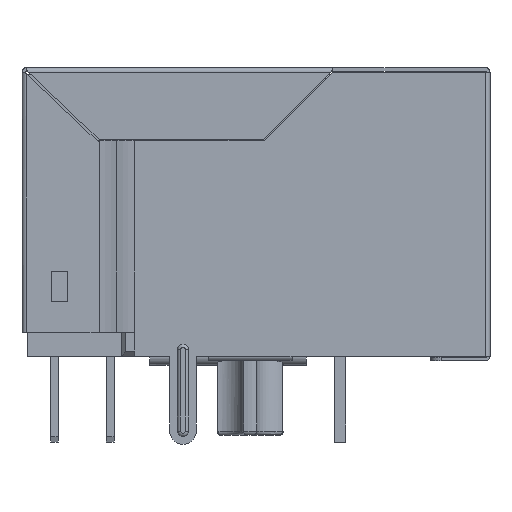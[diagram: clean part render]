
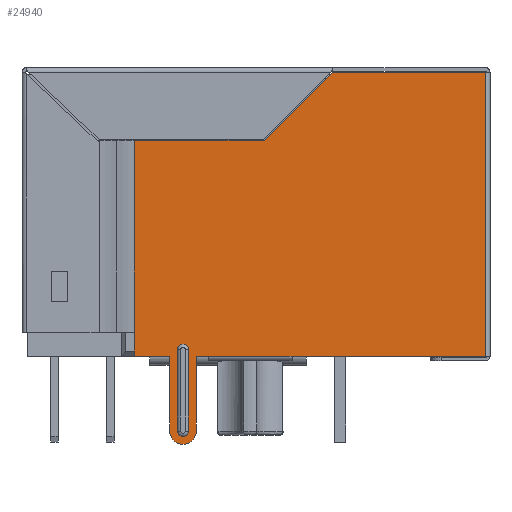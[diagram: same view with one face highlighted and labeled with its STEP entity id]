
A CAD part, left-side view. The second image highlights one B-rep face of the part: STEP entity #24940.
In plain terms, the highlighted face is planar.
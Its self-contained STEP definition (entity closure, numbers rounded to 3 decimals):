
#895=CIRCLE('',#30063,0.25);
#896=CIRCLE('',#30065,0.6);
#900=CIRCLE('',#30072,0.25);
#2909=ORIENTED_EDGE('',*,*,#9604,.F.);
#2910=ORIENTED_EDGE('',*,*,#9605,.T.);
#2911=ORIENTED_EDGE('',*,*,#9606,.T.);
#2912=ORIENTED_EDGE('',*,*,#9607,.T.);
#2913=ORIENTED_EDGE('',*,*,#9608,.T.);
#2914=ORIENTED_EDGE('',*,*,#9609,.T.);
#2915=ORIENTED_EDGE('',*,*,#9610,.T.);
#2916=ORIENTED_EDGE('',*,*,#9611,.T.);
#2917=ORIENTED_EDGE('',*,*,#9612,.T.);
#2918=ORIENTED_EDGE('',*,*,#9613,.T.);
#2919=ORIENTED_EDGE('',*,*,#9614,.T.);
#2920=ORIENTED_EDGE('',*,*,#9615,.F.);
#2921=ORIENTED_EDGE('',*,*,#9598,.F.);
#2922=ORIENTED_EDGE('',*,*,#9597,.F.);
#2923=ORIENTED_EDGE('',*,*,#9616,.F.);
#2924=ORIENTED_EDGE('',*,*,#9617,.F.);
#2925=ORIENTED_EDGE('',*,*,#9618,.F.);
#9597=EDGE_CURVE('',#13055,#13053,#895,.F.);
#9598=EDGE_CURVE('',#13056,#13057,#896,.T.);
#9604=EDGE_CURVE('',#13060,#13056,#15499,.T.);
#9605=EDGE_CURVE('',#13060,#13061,#15500,.T.);
#9606=EDGE_CURVE('',#13061,#13062,#15501,.T.);
#9607=EDGE_CURVE('',#13062,#13063,#15502,.T.);
#9608=EDGE_CURVE('',#13063,#13064,#15503,.T.);
#9609=EDGE_CURVE('',#13064,#13065,#15504,.T.);
#9610=EDGE_CURVE('',#13065,#13066,#15505,.T.);
#9611=EDGE_CURVE('',#13066,#13067,#15506,.T.);
#9612=EDGE_CURVE('',#13067,#13068,#15507,.T.);
#9613=EDGE_CURVE('',#13068,#13069,#15508,.T.);
#9614=EDGE_CURVE('',#13069,#13070,#15509,.T.);
#9615=EDGE_CURVE('',#13057,#13070,#15510,.T.);
#9616=EDGE_CURVE('',#13071,#13055,#15511,.T.);
#9617=EDGE_CURVE('',#13072,#13071,#900,.T.);
#9618=EDGE_CURVE('',#13053,#13072,#15512,.T.);
#13053=VERTEX_POINT('',#40580);
#13055=VERTEX_POINT('',#40584);
#13056=VERTEX_POINT('',#40588);
#13057=VERTEX_POINT('',#40589);
#13060=VERTEX_POINT('',#40601);
#13061=VERTEX_POINT('',#40603);
#13062=VERTEX_POINT('',#40605);
#13063=VERTEX_POINT('',#40607);
#13064=VERTEX_POINT('',#40609);
#13065=VERTEX_POINT('',#40611);
#13066=VERTEX_POINT('',#40613);
#13067=VERTEX_POINT('',#40615);
#13068=VERTEX_POINT('',#40617);
#13069=VERTEX_POINT('',#40619);
#13070=VERTEX_POINT('',#40621);
#13071=VERTEX_POINT('',#40624);
#13072=VERTEX_POINT('',#40626);
#15499=LINE('',#40600,#18483);
#15500=LINE('',#40602,#18484);
#15501=LINE('',#40604,#18485);
#15502=LINE('',#40606,#18486);
#15503=LINE('',#40608,#18487);
#15504=LINE('',#40610,#18488);
#15505=LINE('',#40612,#18489);
#15506=LINE('',#40614,#18490);
#15507=LINE('',#40616,#18491);
#15508=LINE('',#40618,#18492);
#15509=LINE('',#40620,#18493);
#15510=LINE('',#40622,#18494);
#15511=LINE('',#40623,#18495);
#15512=LINE('',#40627,#18496);
#18483=VECTOR('',#32776,1000.);
#18484=VECTOR('',#32777,1000.);
#18485=VECTOR('',#32778,1000.);
#18486=VECTOR('',#32779,1000.);
#18487=VECTOR('',#32780,1000.);
#18488=VECTOR('',#32781,1000.);
#18489=VECTOR('',#32782,1000.);
#18490=VECTOR('',#32783,1000.);
#18491=VECTOR('',#32784,1000.);
#18492=VECTOR('',#32785,1000.);
#18493=VECTOR('',#32786,1000.);
#18494=VECTOR('',#32787,1000.);
#18495=VECTOR('',#32788,1000.);
#18496=VECTOR('',#32791,1000.);
#21052=EDGE_LOOP('',(#2909,#2910,#2911,#2912,#2913,#2914,#2915,#2916,#2917,
#2918,#2919,#2920,#2921));
#21053=EDGE_LOOP('',(#2922,#2923,#2924,#2925));
#22457=FACE_BOUND('',#21052,.T.);
#22458=FACE_BOUND('',#21053,.T.);
#23793=PLANE('',#30071);
#24940=ADVANCED_FACE('',(#22457,#22458),#23793,.T.);
#30063=AXIS2_PLACEMENT_3D('',#40585,#32756,#32757);
#30065=AXIS2_PLACEMENT_3D('',#40587,#32760,#32761);
#30071=AXIS2_PLACEMENT_3D('',#40599,#32774,#32775);
#30072=AXIS2_PLACEMENT_3D('',#40625,#32789,#32790);
#32756=DIRECTION('',(0.,1.,0.));
#32757=DIRECTION('',(0.,0.,1.));
#32760=DIRECTION('',(0.,1.,0.));
#32761=DIRECTION('',(0.,0.,-1.));
#32774=DIRECTION('',(0.,-1.,0.));
#32775=DIRECTION('',(0.,0.,1.));
#32776=DIRECTION('',(-1.,0.,0.));
#32777=DIRECTION('',(0.,0.,-1.));
#32778=DIRECTION('',(0.,0.,-1.));
#32779=DIRECTION('',(0.,0.,-1.));
#32780=DIRECTION('',(1.,0.,0.));
#32781=DIRECTION('',(0.,0.,1.));
#32782=DIRECTION('',(-0.707,0.,0.707));
#32783=DIRECTION('',(0.,0.,1.));
#32784=DIRECTION('',(-1.,0.,0.));
#32785=DIRECTION('',(-1.,0.,0.));
#32786=DIRECTION('',(0.,0.,-1.));
#32787=DIRECTION('',(1.,0.,0.));
#32788=DIRECTION('',(-1.,0.,0.));
#32789=DIRECTION('',(0.,-1.,0.));
#32790=DIRECTION('',(1.,0.,0.));
#32791=DIRECTION('',(1.,0.,0.));
#40580=CARTESIAN_POINT('',(-9.85,-8.,3.065));
#40584=CARTESIAN_POINT('',(-9.85,-8.,3.565));
#40585=CARTESIAN_POINT('',(-9.85,-8.,3.315));
#40587=CARTESIAN_POINT('',(-9.85,-8.,3.315));
#40588=CARTESIAN_POINT('',(-9.85,-8.,2.715));
#40589=CARTESIAN_POINT('',(-9.85,-8.,3.915));
#40599=CARTESIAN_POINT('',(0.,-8.,0.));
#40600=CARTESIAN_POINT('',(-6.45,-8.,2.715));
#40601=CARTESIAN_POINT('',(-6.45,-8.,2.715));
#40602=CARTESIAN_POINT('',(-6.45,-8.,5.525));
#40603=CARTESIAN_POINT('',(-6.45,-8.,2.165));
#40604=CARTESIAN_POINT('',(-6.45,-8.,2.165));
#40605=CARTESIAN_POINT('',(-6.45,-8.,-1.635));
#40606=CARTESIAN_POINT('',(-6.45,-8.,5.525));
#40607=CARTESIAN_POINT('',(-6.45,-8.,-10.425));
#40608=CARTESIAN_POINT('',(-6.45,-8.,-10.425));
#40609=CARTESIAN_POINT('',(6.45,-8.,-10.425));
#40610=CARTESIAN_POINT('',(6.45,-8.,-10.503));
#40611=CARTESIAN_POINT('',(6.45,-8.,-3.475));
#40612=CARTESIAN_POINT('',(1.488,-8.,1.488));
#40613=CARTESIAN_POINT('',(3.35,-8.,-0.375));
#40614=CARTESIAN_POINT('',(3.35,-8.,0.));
#40615=CARTESIAN_POINT('',(3.35,-8.,5.525));
#40616=CARTESIAN_POINT('',(6.45,-8.,5.525));
#40617=CARTESIAN_POINT('',(-5.364,-8.,5.525));
#40618=CARTESIAN_POINT('',(6.45,-8.,5.525));
#40619=CARTESIAN_POINT('',(-6.45,-8.,5.525));
#40620=CARTESIAN_POINT('',(-6.45,-8.,5.525));
#40621=CARTESIAN_POINT('',(-6.45,-8.,3.915));
#40622=CARTESIAN_POINT('',(-9.85,-8.,3.915));
#40623=CARTESIAN_POINT('',(0.,-8.,3.565));
#40624=CARTESIAN_POINT('',(-6.15,-8.,3.565));
#40625=CARTESIAN_POINT('',(-6.15,-8.,3.315));
#40626=CARTESIAN_POINT('',(-6.15,-8.,3.065));
#40627=CARTESIAN_POINT('',(0.,-8.,3.065));
